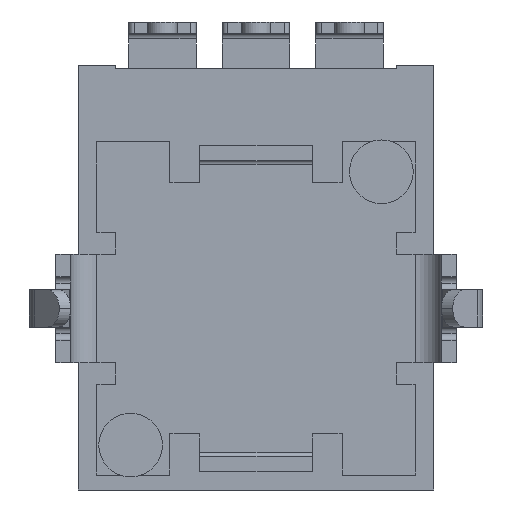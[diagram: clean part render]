
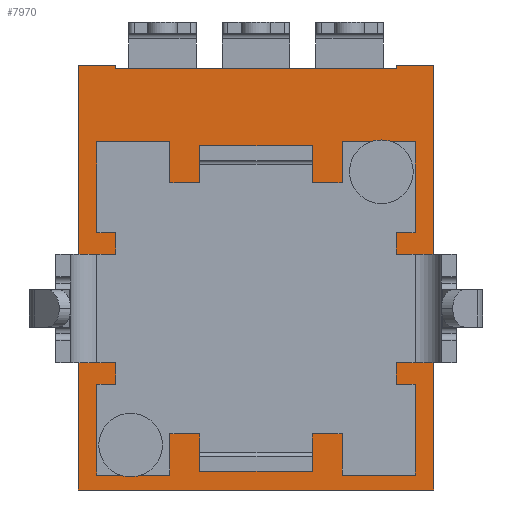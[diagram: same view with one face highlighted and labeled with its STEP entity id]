
A CAD part, front view. The second image highlights one B-rep face of the part: STEP entity #7970.
In plain terms, the highlighted planar face has unit normal (0, -1, 0).
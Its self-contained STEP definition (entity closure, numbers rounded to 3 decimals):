
#394 = CARTESIAN_POINT ( 'NONE',  ( -4.75, 3.45, -6.25 ) ) ;
#396 = VERTEX_POINT ( 'NONE', #1761 ) ;
#572 = LINE ( 'NONE', #3648, #6927 ) ;
#736 = PLANE ( 'NONE',  #9187 ) ;
#825 = VERTEX_POINT ( 'NONE', #7280 ) ;
#1285 = DIRECTION ( 'NONE',  ( 1., 0., 0. ) ) ;
#1383 = VERTEX_POINT ( 'NONE', #394 ) ;
#1757 = DIRECTION ( 'NONE',  ( 1., 0., 0. ) ) ;
#1761 = CARTESIAN_POINT ( 'NONE',  ( 4.75, 3.45, 5.1 ) ) ;
#1849 = EDGE_CURVE ( 'NONE', #825, #4138, #5125, .T. ) ;
#1933 = VECTOR ( 'NONE', #6054, 1000. ) ;
#1937 = EDGE_CURVE ( 'NONE', #4677, #7099, #6981, .T. ) ;
#1953 = CARTESIAN_POINT ( 'NONE',  ( -4.75, 3.45, 5.1 ) ) ;
#1975 = VECTOR ( 'NONE', #7153, 1000. ) ;
#2611 = VECTOR ( 'NONE', #3506, 1000. ) ;
#2612 = LINE ( 'NONE', #4048, #2956 ) ;
#2956 = VECTOR ( 'NONE', #1757, 1000. ) ;
#3022 = VERTEX_POINT ( 'NONE', #3113 ) ;
#3061 = LINE ( 'NONE', #4074, #1975 ) ;
#3113 = CARTESIAN_POINT ( 'NONE',  ( 3.75, 3.45, 5.1 ) ) ;
#3506 = DIRECTION ( 'NONE',  ( 0., 0., -1. ) ) ;
#3526 = VERTEX_POINT ( 'NONE', #9058 ) ;
#3546 = ORIENTED_EDGE ( 'NONE', *, *, #5585, .T. ) ;
#3594 = CARTESIAN_POINT ( 'NONE',  ( -3.75, 3.45, 5. ) ) ;
#3648 = CARTESIAN_POINT ( 'NONE',  ( -4.75, 3.45, -6.25 ) ) ;
#3800 = CARTESIAN_POINT ( 'NONE',  ( 3.75, 3.45, 5. ) ) ;
#4048 = CARTESIAN_POINT ( 'NONE',  ( 3.75, 3.45, 5.1 ) ) ;
#4074 = CARTESIAN_POINT ( 'NONE',  ( 4.75, 3.45, -6.25 ) ) ;
#4138 = VERTEX_POINT ( 'NONE', #3594 ) ;
#4364 = LINE ( 'NONE', #4606, #5890 ) ;
#4501 = EDGE_CURVE ( 'NONE', #3022, #396, #2612, .T. ) ;
#4506 = FACE_OUTER_BOUND ( 'NONE', #9326, .T. ) ;
#4606 = CARTESIAN_POINT ( 'NONE',  ( -3.75, 3.45, 5.1 ) ) ;
#4633 = EDGE_CURVE ( 'NONE', #1383, #3526, #572, .T. ) ;
#4677 = VERTEX_POINT ( 'NONE', #7422 ) ;
#4791 = EDGE_CURVE ( 'NONE', #7099, #4138, #4364, .T. ) ;
#5071 = LINE ( 'NONE', #9668, #5779 ) ;
#5125 = LINE ( 'NONE', #3800, #1933 ) ;
#5585 = EDGE_CURVE ( 'NONE', #3526, #396, #3061, .T. ) ;
#5631 = ORIENTED_EDGE ( 'NONE', *, *, #1937, .F. ) ;
#5779 = VECTOR ( 'NONE', #8030, 1000. ) ;
#5890 = VECTOR ( 'NONE', #8302, 1000. ) ;
#6054 = DIRECTION ( 'NONE',  ( -1., 0., 0. ) ) ;
#6927 = VECTOR ( 'NONE', #8109, 1000. ) ;
#6981 = LINE ( 'NONE', #7360, #7339 ) ;
#7075 = ORIENTED_EDGE ( 'NONE', *, *, #4791, .F. ) ;
#7099 = VERTEX_POINT ( 'NONE', #7882 ) ;
#7153 = DIRECTION ( 'NONE',  ( 0., 0., 1. ) ) ;
#7280 = CARTESIAN_POINT ( 'NONE',  ( 3.75, 3.45, 5. ) ) ;
#7339 = VECTOR ( 'NONE', #1285, 1000. ) ;
#7360 = CARTESIAN_POINT ( 'NONE',  ( -3.75, 3.45, 5.1 ) ) ;
#7422 = CARTESIAN_POINT ( 'NONE',  ( -4.75, 3.45, 5.1 ) ) ;
#7597 = ORIENTED_EDGE ( 'NONE', *, *, #4501, .F. ) ;
#7806 = ORIENTED_EDGE ( 'NONE', *, *, #1849, .T. ) ;
#7882 = CARTESIAN_POINT ( 'NONE',  ( -3.75, 3.45, 5.1 ) ) ;
#7970 = ADVANCED_FACE ( 'NONE', ( #4506 ), #736, .T. ) ;
#8030 = DIRECTION ( 'NONE',  ( 0., 0., -1. ) ) ;
#8109 = DIRECTION ( 'NONE',  ( 1., 0., 0. ) ) ;
#8220 = ORIENTED_EDGE ( 'NONE', *, *, #4633, .T. ) ;
#8245 = ORIENTED_EDGE ( 'NONE', *, *, #9105, .T. ) ;
#8289 = DIRECTION ( 'NONE',  ( 0., 0., -1. ) ) ;
#8302 = DIRECTION ( 'NONE',  ( 0., 0., -1. ) ) ;
#9014 = EDGE_CURVE ( 'NONE', #4677, #1383, #9301, .T. ) ;
#9056 = CARTESIAN_POINT ( 'NONE',  ( 0., 3.45, 0. ) ) ;
#9058 = CARTESIAN_POINT ( 'NONE',  ( 4.75, 3.45, -6.25 ) ) ;
#9105 = EDGE_CURVE ( 'NONE', #3022, #825, #5071, .T. ) ;
#9187 = AXIS2_PLACEMENT_3D ( 'NONE', #9056, #9724, #8289 ) ;
#9301 = LINE ( 'NONE', #1953, #2611 ) ;
#9326 = EDGE_LOOP ( 'NONE', ( #3546, #7597, #8245, #7806, #7075, #5631, #9707, #8220 ) ) ;
#9668 = CARTESIAN_POINT ( 'NONE',  ( 3.75, 3.45, 5.1 ) ) ;
#9707 = ORIENTED_EDGE ( 'NONE', *, *, #9014, .T. ) ;
#9724 = DIRECTION ( 'NONE',  ( 0., -1., 0. ) ) ;
